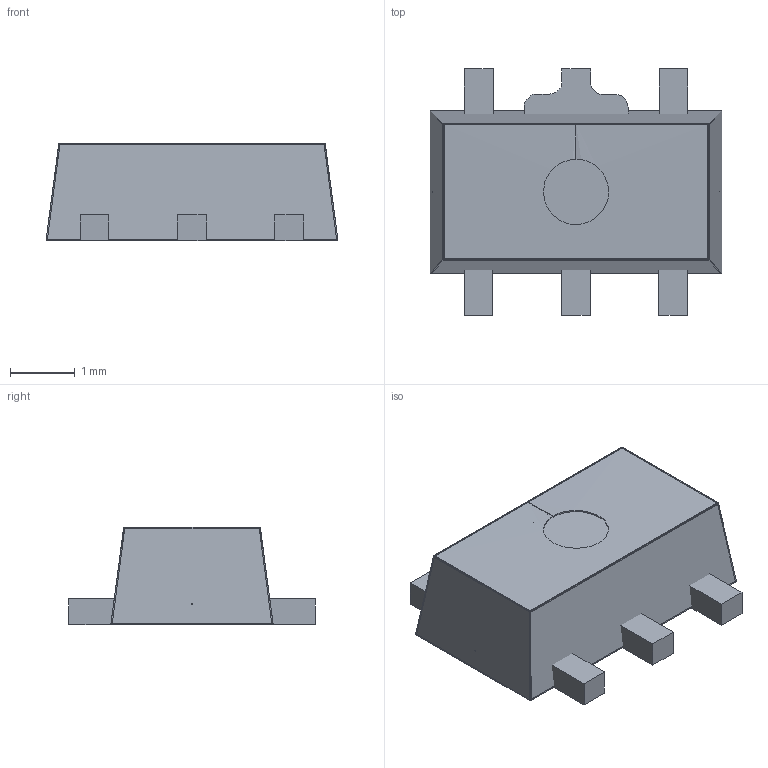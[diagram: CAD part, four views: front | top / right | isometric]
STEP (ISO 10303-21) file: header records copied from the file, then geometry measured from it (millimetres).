
FILE_DESCRIPTION (( 'STEP AP214' ), '1' );
FILE_NAME ('SW3dPS-SOT895-A-PKG.STEP', '2009-08-24T09:16:36', ( 'sysAdmin' ), ( 'SolidWorks' ), 'SwSTEP 2.0', 'SolidWorks 2009', '' );
FILE_SCHEMA (( 'AUTOMOTIVE_DESIGN' ));
Length unit declared in the file: millimetre
Products named in the file (25): SW3dPS-SOT895-A-PKG_Extruded14; SW3dPS-SOT895-A-PKG_327011153; SW3dPS-SOT895-A-PKG_Extruded15; SW3dPS-SOT895-A-PKG_327011537; SW3dPS-SOT895-A-PKG_BODY-L1; SW3dPS-SOT895-A-PKG_Extruded9; SW3dPS-SOT895-A-PKG_Extruded11; SW3dPS-SOT895-A-PKG_Free-Models4; SW3dPS-SOT895-A-PKG_327011281; SW3dPS-SOT895-A-PKG_Extruded10; SW3dPS-SOT895-A-PKG_Board3; SW3dPS-SOT895-A-PKG; SW3dPS-SOT895-A-PKG_Free-Models3; SW3dPS-SOT895-A-PKG_327011665; SW3dPS-SOT895-A-PKG_Extruded13; SW3dPS-SOT895-A-PKG_Board5; SW3dPS-SOT895-A-PKG_327010513; SW3dPS-SOT895-A-PKG_Extruded12; SW3dPS-SOT895-A-PKG_BODY-S1; SW3dPS-SOT895-A-PKG_Board4; SW3dPS-SOT895-A-PKG_Free-Models5; SW3dPS-SOT895-A-PKG_327010897; SW3dPS-SOT895-A-PKG_327011025; SW3dPS-SOT895-A-PKG_Extruded8; SW3dPS-SOT895-A-PKG_327011409
Assembly tree (28 placements, depth 6):
  SW3dPS-SOT895-A-PKG
    SW3dPS-SOT895-A-PKG_Free-Models3
      SW3dPS-SOT895-A-PKG_327011409  x2
        SW3dPS-SOT895-A-PKG_Extruded14
      SW3dPS-SOT895-A-PKG_327011537  x2
        SW3dPS-SOT895-A-PKG_Extruded15
      SW3dPS-SOT895-A-PKG_327011153
        SW3dPS-SOT895-A-PKG_Extruded9
      SW3dPS-SOT895-A-PKG_327010897
        SW3dPS-SOT895-A-PKG_Extruded8
      SW3dPS-SOT895-A-PKG_BODY-L1  x2
        SW3dPS-SOT895-A-PKG_Board4
        SW3dPS-SOT895-A-PKG_Free-Models4
          SW3dPS-SOT895-A-PKG_327011665
            SW3dPS-SOT895-A-PKG_Extruded13
      SW3dPS-SOT895-A-PKG_327011281
        SW3dPS-SOT895-A-PKG_Extruded10
      SW3dPS-SOT895-A-PKG_BODY-S1  x2
        SW3dPS-SOT895-A-PKG_Free-Models5
          SW3dPS-SOT895-A-PKG_327010513
            SW3dPS-SOT895-A-PKG_Extruded12
        SW3dPS-SOT895-A-PKG_Board5
      SW3dPS-SOT895-A-PKG_327011025
        SW3dPS-SOT895-A-PKG_Extruded11
    SW3dPS-SOT895-A-PKG_Board3
Bounding box: 4.5 x 3.8 x 1.5 mm (x, y, z)
Volume: 2.8 mm3; surface area: 100.8 mm2
Topology: 16 solids, 18 shells, 184 faces, 453 edges, 304 vertices
Faces by surface type: plane 184
Entity records: 5292 total; most frequent: CARTESIAN_POINT 830, DIRECTION 767, ORIENTED_EDGE 758, VECTOR 381, LINE 381, EDGE_CURVE 381, VERTEX_POINT 256, AXIS2_PLACEMENT_3D 193
